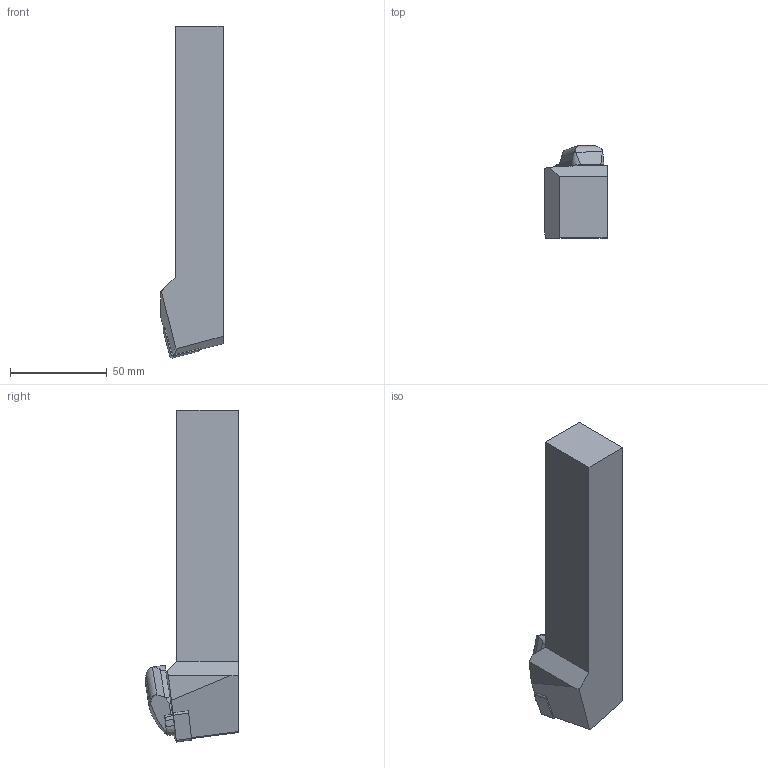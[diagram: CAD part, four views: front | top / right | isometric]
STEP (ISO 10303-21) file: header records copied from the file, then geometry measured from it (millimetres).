
FILE_DESCRIPTION(/* description */ ('3-D model version:1'),/* implementation_level */ '2;1');
FILE_NAME(/* name */ 'CSRNR3225P15-4',/* time_stamp */ '2011-11-16T22:44:09+01:00',/* author */ ('CappDp'),/* organization */ ('AB Sandvik Coromant'),/* preprocessor_version */ 'ST-DEVELOPER v11',/* originating_system */ 'SIEMENS UGS NX 6.0',/* authorisation */ '');
FILE_SCHEMA (('AP203_CONFIGURATION_CONTROLLED_3D_DESIGN_OF_MECHANICAL_PARTS_AND_ASSEMBLIES_MIM_LF'));
Length unit declared in the file: millimetre
Products named in the file (1): 7691_2_3D
Bounding box: 32.44 x 47.95 x 171.35 mm (x, y, z)
Volume: 144817.3 mm3; surface area: 23345.7 mm2
Topology: 2 solids, 2 shells, 63 faces, 174 edges, 115 vertices
Faces by surface type: plane 47, cylinder 13, cone 3
Entity records: 2131 total; most frequent: CARTESIAN_POINT 408, ORIENTED_EDGE 348, DIRECTION 322, EDGE_CURVE 174, LINE 134, VECTOR 134, VERTEX_POINT 115, AXIS2_PLACEMENT_3D 94
